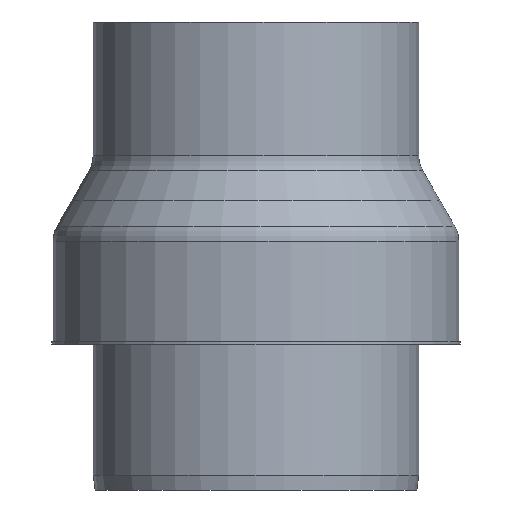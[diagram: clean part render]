
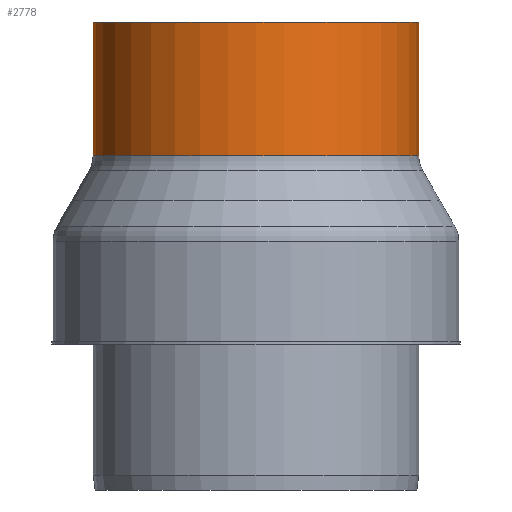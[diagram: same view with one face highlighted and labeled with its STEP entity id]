
A CAD part, front view. The second image highlights one B-rep face of the part: STEP entity #2778.
In plain terms, the highlighted cylindrical face has radius 1095.5 mm (diameter 2191 mm), a full revolution.
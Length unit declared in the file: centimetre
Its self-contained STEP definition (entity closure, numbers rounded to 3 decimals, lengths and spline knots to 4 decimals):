
#218=CYLINDRICAL_SURFACE('',#3381,109.55);
#397=FACE_OUTER_BOUND('',#604,.T.);
#604=EDGE_LOOP('',(#2212,#2213,#2214,#2215,#2216));
#838=CIRCLE('',#3364,109.55);
#844=CIRCLE('',#3373,109.55);
#845=CIRCLE('',#3374,109.55);
#1115=VERTEX_POINT('',#5266);
#1120=VERTEX_POINT('',#5281);
#1121=VERTEX_POINT('',#5283);
#1495=EDGE_CURVE('',#1115,#1115,#838,.T.);
#1503=EDGE_CURVE('',#1121,#1120,#844,.T.);
#1504=EDGE_CURVE('',#1120,#1121,#845,.T.);
#1510=EDGE_CURVE('',#1115,#1121,#2950,.T.);
#2212=ORIENTED_EDGE('',*,*,#1495,.T.);
#2213=ORIENTED_EDGE('',*,*,#1510,.T.);
#2214=ORIENTED_EDGE('',*,*,#1503,.T.);
#2215=ORIENTED_EDGE('',*,*,#1504,.T.);
#2216=ORIENTED_EDGE('',*,*,#1510,.F.);
#2778=ADVANCED_FACE('',(#397),#218,.T.);
#2950=LINE('',#5297,#3075);
#3075=VECTOR('',#4147,109.55);
#3364=AXIS2_PLACEMENT_3D('',#5267,#4108,#4109);
#3373=AXIS2_PLACEMENT_3D('',#5284,#4128,#4129);
#3374=AXIS2_PLACEMENT_3D('',#5285,#4130,#4131);
#3381=AXIS2_PLACEMENT_3D('',#5296,#4145,#4146);
#4108=DIRECTION('center_axis',(0.,0.,-1.));
#4109=DIRECTION('ref_axis',(-1.,0.,0.));
#4128=DIRECTION('center_axis',(0.,0.,1.));
#4129=DIRECTION('ref_axis',(1.,0.,0.));
#4130=DIRECTION('center_axis',(0.,0.,1.));
#4131=DIRECTION('ref_axis',(1.,0.,0.));
#4145=DIRECTION('center_axis',(0.,0.,1.));
#4146=DIRECTION('ref_axis',(-1.,0.,0.));
#4147=DIRECTION('',(0.,0.,-1.));
#5266=CARTESIAN_POINT('',(109.5,0.,315.));
#5267=CARTESIAN_POINT('Origin',(-0.05,0.,
315.));
#5281=CARTESIAN_POINT('',(-109.6,0.,224.9855));
#5283=CARTESIAN_POINT('',(109.5,0.,224.9855));
#5284=CARTESIAN_POINT('Origin',(-0.05,0.,
224.9855));
#5285=CARTESIAN_POINT('Origin',(-0.05,0.,
224.9855));
#5296=CARTESIAN_POINT('Origin',(-0.05,0.,
273.2278));
#5297=CARTESIAN_POINT('',(109.5,0.,273.2278));
